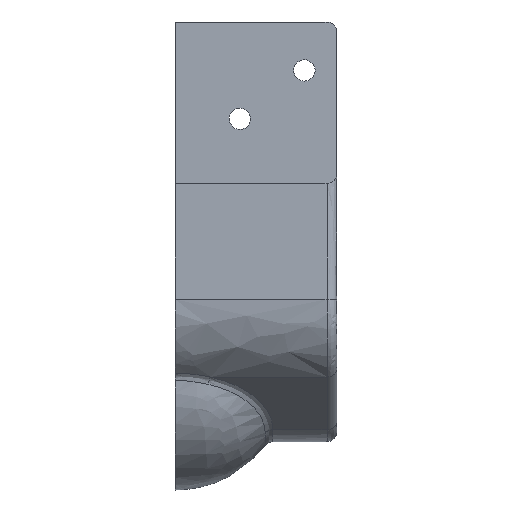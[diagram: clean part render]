
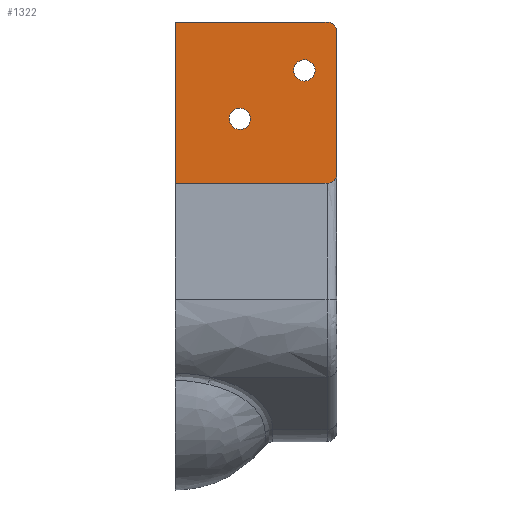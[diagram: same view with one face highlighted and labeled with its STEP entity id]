
A CAD part, front view. The second image highlights one B-rep face of the part: STEP entity #1322.
In plain terms, the highlighted free-form (B-spline) face has degree [1, 1] with [2, 2] control points.
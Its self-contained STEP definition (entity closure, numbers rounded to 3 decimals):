
#205 = VERTEX_POINT('',#206);
#206 = CARTESIAN_POINT('',(21.641,0.,-28.89));
#224 = VERTEX_POINT('',#225);
#225 = CARTESIAN_POINT('',(21.641,0.,-36.032));
#230 = EDGE_CURVE('',#224,#205,#231,.T.);
#231 = ( BOUNDED_CURVE() B_SPLINE_CURVE(2,(#232,#233,#234,#235,#236),
.UNSPECIFIED.,.F.,.F.) B_SPLINE_CURVE_WITH_KNOTS((3,2,3),(3.142,
4.712,6.283),.PIECEWISE_BEZIER_KNOTS.) CURVE() 
GEOMETRIC_REPRESENTATION_ITEM() RATIONAL_B_SPLINE_CURVE((1.,
0.707,1.,0.707,1.)) REPRESENTATION_ITEM('') );
#232 = CARTESIAN_POINT('',(21.641,0.,-36.032));
#233 = CARTESIAN_POINT('',(18.07,0.,-36.032));
#234 = CARTESIAN_POINT('',(18.07,0.,-32.461));
#235 = CARTESIAN_POINT('',(18.07,0.,-28.89));
#236 = CARTESIAN_POINT('',(21.641,0.,-28.89));
#301 = VERTEX_POINT('',#302);
#302 = CARTESIAN_POINT('',(43.282,0.,-12.66));
#320 = VERTEX_POINT('',#321);
#321 = CARTESIAN_POINT('',(43.282,0.,-19.801));
#326 = EDGE_CURVE('',#320,#301,#327,.T.);
#327 = ( BOUNDED_CURVE() B_SPLINE_CURVE(2,(#328,#329,#330,#331,#332),
.UNSPECIFIED.,.F.,.F.) B_SPLINE_CURVE_WITH_KNOTS((3,2,3),(3.142,
4.712,6.283),.PIECEWISE_BEZIER_KNOTS.) CURVE() 
GEOMETRIC_REPRESENTATION_ITEM() RATIONAL_B_SPLINE_CURVE((1.,
0.707,1.,0.707,1.)) REPRESENTATION_ITEM('') );
#328 = CARTESIAN_POINT('',(43.282,0.,-19.801));
#329 = CARTESIAN_POINT('',(39.711,0.,-19.801));
#330 = CARTESIAN_POINT('',(39.711,0.,-16.231));
#331 = CARTESIAN_POINT('',(39.711,0.,-12.66));
#332 = CARTESIAN_POINT('',(43.282,0.,-12.66));
#1293 = VERTEX_POINT('',#1294);
#1294 = CARTESIAN_POINT('',(0.,0.,0.));
#1299 = EDGE_CURVE('',#1300,#1293,#1302,.T.);
#1300 = VERTEX_POINT('',#1301);
#1301 = CARTESIAN_POINT('',(50.856,0.,0.));
#1302 = B_SPLINE_CURVE_WITH_KNOTS('',1,(#1303,#1304),.UNSPECIFIED.,.F.,
  .F.,(2,2),(3.,50.),.PIECEWISE_BEZIER_KNOTS.);
#1303 = CARTESIAN_POINT('',(50.856,0.,0.));
#1304 = CARTESIAN_POINT('',(0.,0.,0.));
#1322 = ADVANCED_FACE('',(#1323,#1334,#1345),#1383,.F.);
#1323 = FACE_BOUND('',#1324,.T.);
#1324 = EDGE_LOOP('',(#1325,#1333));
#1325 = ORIENTED_EDGE('',*,*,#1326,.T.);
#1326 = EDGE_CURVE('',#205,#224,#1327,.T.);
#1327 = ( BOUNDED_CURVE() B_SPLINE_CURVE(2,(#1328,#1329,#1330,#1331,
#1332),.UNSPECIFIED.,.F.,.F.) B_SPLINE_CURVE_WITH_KNOTS((3,2,3),(0.,
1.571,3.142),.PIECEWISE_BEZIER_KNOTS.) CURVE() 
GEOMETRIC_REPRESENTATION_ITEM() RATIONAL_B_SPLINE_CURVE((1.,
0.707,1.,0.707,1.)) REPRESENTATION_ITEM('') );
#1328 = CARTESIAN_POINT('',(21.641,0.,-28.89));
#1329 = CARTESIAN_POINT('',(25.212,0.,-28.89));
#1330 = CARTESIAN_POINT('',(25.212,0.,-32.461));
#1331 = CARTESIAN_POINT('',(25.212,0.,-36.032));
#1332 = CARTESIAN_POINT('',(21.641,0.,-36.032));
#1333 = ORIENTED_EDGE('',*,*,#230,.T.);
#1334 = FACE_BOUND('',#1335,.T.);
#1335 = EDGE_LOOP('',(#1336,#1344));
#1336 = ORIENTED_EDGE('',*,*,#1337,.T.);
#1337 = EDGE_CURVE('',#301,#320,#1338,.T.);
#1338 = ( BOUNDED_CURVE() B_SPLINE_CURVE(2,(#1339,#1340,#1341,#1342,
#1343),.UNSPECIFIED.,.F.,.F.) B_SPLINE_CURVE_WITH_KNOTS((3,2,3),(0.,
1.571,3.142),.PIECEWISE_BEZIER_KNOTS.) CURVE() 
GEOMETRIC_REPRESENTATION_ITEM() RATIONAL_B_SPLINE_CURVE((1.,
0.707,1.,0.707,1.)) REPRESENTATION_ITEM('') );
#1339 = CARTESIAN_POINT('',(43.282,0.,-12.66));
#1340 = CARTESIAN_POINT('',(46.852,0.,-12.66));
#1341 = CARTESIAN_POINT('',(46.852,0.,-16.231));
#1342 = CARTESIAN_POINT('',(46.852,0.,-19.801));
#1343 = CARTESIAN_POINT('',(43.282,0.,-19.801));
#1344 = ORIENTED_EDGE('',*,*,#326,.T.);
#1345 = FACE_BOUND('',#1346,.T.);
#1346 = EDGE_LOOP('',(#1347,#1356,#1364,#1371,#1377,#1378));
#1347 = ORIENTED_EDGE('',*,*,#1348,.F.);
#1348 = EDGE_CURVE('',#1349,#1351,#1353,.T.);
#1349 = VERTEX_POINT('',#1350);
#1350 = CARTESIAN_POINT('',(50.856,0.,-54.102));
#1351 = VERTEX_POINT('',#1352);
#1352 = CARTESIAN_POINT('',(0.,0.,-54.102));
#1353 = B_SPLINE_CURVE_WITH_KNOTS('',1,(#1354,#1355),.UNSPECIFIED.,.F.,
  .F.,(2,2),(3.,50.),.PIECEWISE_BEZIER_KNOTS.);
#1354 = CARTESIAN_POINT('',(50.856,0.,-54.102));
#1355 = CARTESIAN_POINT('',(0.,0.,-54.102));
#1356 = ORIENTED_EDGE('',*,*,#1357,.T.);
#1357 = EDGE_CURVE('',#1349,#1358,#1360,.T.);
#1358 = VERTEX_POINT('',#1359);
#1359 = CARTESIAN_POINT('',(54.102,0.,-50.856));
#1360 = ( BOUNDED_CURVE() B_SPLINE_CURVE(2,(#1361,#1362,#1363),
.UNSPECIFIED.,.F.,.F.) B_SPLINE_CURVE_WITH_KNOTS((3,3),(3.142,
4.712),.PIECEWISE_BEZIER_KNOTS.) CURVE() 
GEOMETRIC_REPRESENTATION_ITEM() RATIONAL_B_SPLINE_CURVE((1.,
0.707,1.)) REPRESENTATION_ITEM('') );
#1361 = CARTESIAN_POINT('',(50.856,0.,-54.102));
#1362 = CARTESIAN_POINT('',(54.102,0.,-54.102));
#1363 = CARTESIAN_POINT('',(54.102,0.,-50.856));
#1364 = ORIENTED_EDGE('',*,*,#1365,.F.);
#1365 = EDGE_CURVE('',#1366,#1358,#1368,.T.);
#1366 = VERTEX_POINT('',#1367);
#1367 = CARTESIAN_POINT('',(54.102,0.,-3.246));
#1368 = B_SPLINE_CURVE_WITH_KNOTS('',1,(#1369,#1370),.UNSPECIFIED.,.F.,
  .F.,(2,2),(3.,47.),.PIECEWISE_BEZIER_KNOTS.);
#1369 = CARTESIAN_POINT('',(54.102,0.,-3.246));
#1370 = CARTESIAN_POINT('',(54.102,0.,-50.856));
#1371 = ORIENTED_EDGE('',*,*,#1372,.T.);
#1372 = EDGE_CURVE('',#1366,#1300,#1373,.T.);
#1373 = ( BOUNDED_CURVE() B_SPLINE_CURVE(2,(#1374,#1375,#1376),
.UNSPECIFIED.,.F.,.F.) B_SPLINE_CURVE_WITH_KNOTS((3,3),(4.712,
6.283),.PIECEWISE_BEZIER_KNOTS.) CURVE() 
GEOMETRIC_REPRESENTATION_ITEM() RATIONAL_B_SPLINE_CURVE((1.,
0.707,1.)) REPRESENTATION_ITEM('') );
#1374 = CARTESIAN_POINT('',(54.102,0.,-3.246));
#1375 = CARTESIAN_POINT('',(54.102,0.,0.));
#1376 = CARTESIAN_POINT('',(50.856,0.,0.));
#1377 = ORIENTED_EDGE('',*,*,#1299,.T.);
#1378 = ORIENTED_EDGE('',*,*,#1379,.T.);
#1379 = EDGE_CURVE('',#1293,#1351,#1380,.T.);
#1380 = B_SPLINE_CURVE_WITH_KNOTS('',1,(#1381,#1382),.UNSPECIFIED.,.F.,
  .F.,(2,2),(0.,50.),.PIECEWISE_BEZIER_KNOTS.);
#1381 = CARTESIAN_POINT('',(0.,0.,0.));
#1382 = CARTESIAN_POINT('',(0.,0.,-54.102));
#1383 = B_SPLINE_SURFACE_WITH_KNOTS('',1,1,(
    (#1384,#1385)
    ,(#1386,#1387
    )),.UNSPECIFIED.,.F.,.F.,.F.,(2,2),(2,2),(-50.,0.),(-50.,0.),
  .PIECEWISE_BEZIER_KNOTS.);
#1384 = CARTESIAN_POINT('',(0.,0.,-54.102));
#1385 = CARTESIAN_POINT('',(54.102,0.,-54.102));
#1386 = CARTESIAN_POINT('',(0.,0.,0.));
#1387 = CARTESIAN_POINT('',(54.102,0.,0.));
